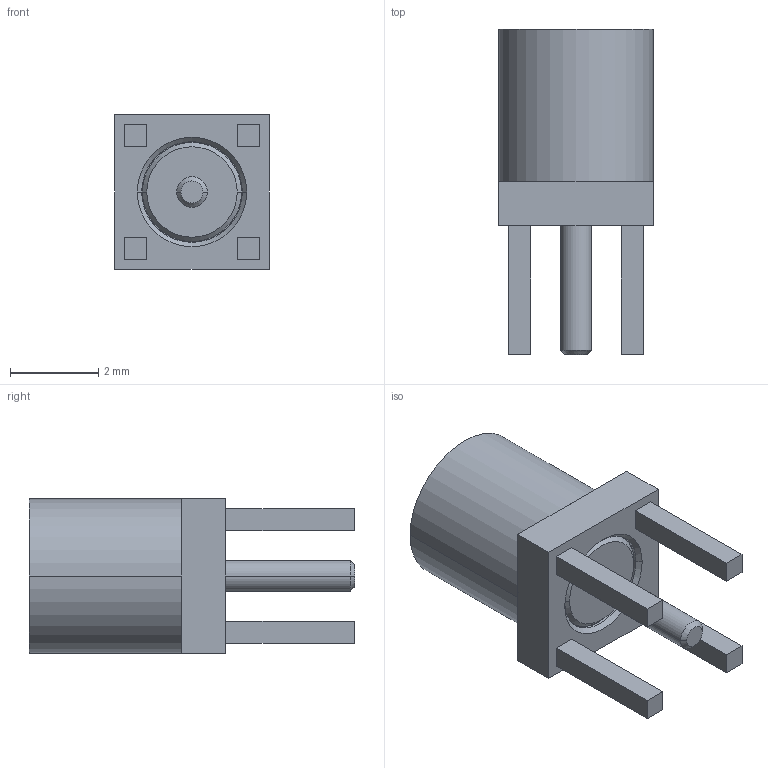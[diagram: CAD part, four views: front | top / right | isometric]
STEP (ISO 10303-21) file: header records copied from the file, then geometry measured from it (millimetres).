
FILE_DESCRIPTION(('CoCreate Modeling STEP Export'),'2;1');
FILE_NAME('MMCX-R-PC(40).stp','2013-05-15T12:02:18',(''),(''),'CoCreate Modeling STEP processor for AP214 (Solid Model)','CoCreate Modeling 17.0 01-Apr-2010 (C) Parametric Technology GmbH','');
FILE_SCHEMA(('AUTOMOTIVE_DESIGN { 1 0 10303 214 1 1 1 1 }'));
Length unit declared in the file: millimetre
Products named in the file (1): MMCX-R-PC(40)
Bounding box: 3.5 x 7.37 x 3.5 mm (x, y, z)
Volume: 34 mm3; surface area: 136.1 mm2
Topology: 1 solids, 1 shells, 83 faces, 188 edges, 115 vertices
Faces by surface type: plane 45, cylinder 22, cone 16
Entity records: 2067 total; most frequent: CARTESIAN_POINT 374, ORIENTED_EDGE 372, DIRECTION 304, EDGE_CURVE 186, VERTEX_POINT 115, VECTOR 110, LINE 110, AXIS2_PLACEMENT_3D 97
